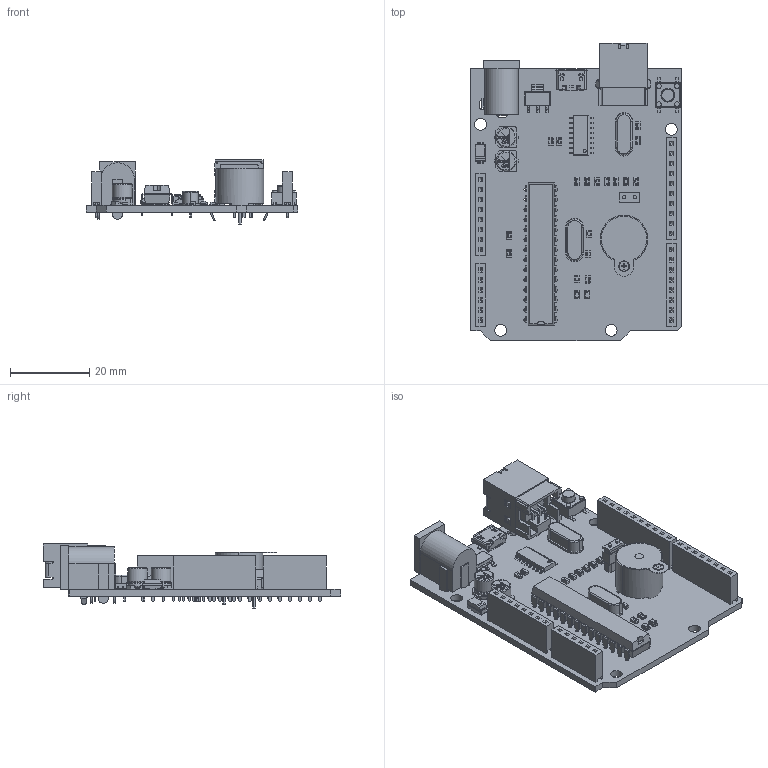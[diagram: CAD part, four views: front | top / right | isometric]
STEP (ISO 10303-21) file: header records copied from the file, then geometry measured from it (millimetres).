
FILE_DESCRIPTION(('Open CASCADE Model'),'2;1');
FILE_NAME('Open CASCADE Shape Model','2022-10-27T17:29:56',('Author'),( 'Open CASCADE'),'Open CASCADE STEP processor 6.8','Open CASCADE 6.8' ,'Unknown');
FILE_SCHEMA(('AUTOMOTIVE_DESIGN { 1 0 10303 214 1 1 1 1 }'));
Length unit declared in the file: millimetre
Products named in the file (78): PCB; Board; Open CASCADE STEP translator 6.8 3.1.1; USB; Micro_USB; R2; SW3dPS-0805_SMD_Resistor; Buzzer; User_Library-Buzzer_WST-1203UX; PIN_13; User_Library-led_0805-blue; Jump; 8020056400; Extruded; 8020056160; 8020055840; 8020055600; 8020055440; R1; ON; DIO1; User_Library-DO-214Aa_SMA; C3; 5x5.5x1.4; capicitor_5x5.5x1.4; 5Capacitor; C2; AMS1117; SW3DPS-SOT-223-DEFAULT; X2; User_Library-HC49S-1; User_Library-HC49S-1_Fusion; User_Library-HC49S-1_Fillet; User_Library-HC49S-1_Fillet002; X1; CH340G; User_Library-SOIC-16-1; ATmega328p; SW3dPS-DIP28-300; Reset ...
Assembly tree (118 placements, depth 4):
  PCB
    Board
      Open CASCADE STEP translator 6.8 3.1.1
    USB
      Micro_USB
    R2
      SW3dPS-0805_SMD_Resistor
    Buzzer
      User_Library-Buzzer_WST-1203UX
    PIN_13
      User_Library-led_0805-blue
    Jump
      8020056400
        Extruded
      8020056160
        Extruded
      8020055840
        Extruded
      8020055600
        Extruded
      8020055440  x2
        Extruded
    R1
      SW3dPS-0805_SMD_Resistor
    ON
      User_Library-led_0805-blue
    DIO1
      User_Library-DO-214Aa_SMA
    C3
      5x5.5x1.4
        capicitor_5x5.5x1.4
  5Capacitor
    C2
      5x5.5x1.4
        capicitor_5x5.5x1.4
  5Capacitor
    AMS1117
      SW3DPS-SOT-223-DEFAULT
    X2
      User_Library-HC49S-1
        User_Library-HC49S-1_Fusion
        User_Library-HC49S-1_Fillet
        User_Library-HC49S-1_Fillet002
    X1
      User_Library-HC49S-1
        User_Library-HC49S-1_Fusion
        User_Library-HC49S-1_Fillet
        User_Library-HC49S-1_Fillet002
    CH340G
      User_Library-SOIC-16-1
    ATmega328p
      SW3dPS-DIP28-300
    Reset
      4301x20508x6
    R7
      SW3dPS-0805_SMD_Resistor
    R6
      SW3dPS-0805_SMD_Resistor
    R5
      SW3dPS-0805_SMD_Resistor
Bounding box: 53.59 x 75.21 x 16.19 mm (x, y, z)
Volume: 12708.9 mm3; surface area: 19891 mm2
Topology: 84 solids, 85 shells, 5406 faces, 14268 edges, 9070 vertices
Faces by surface type: plane 3610, cylinder 1003, bspline 533, sphere 146, extrusion 98, torus 16
Full cylindrical faces by diameter (mm): 0.625 x2, 0.725 x2, 0.788 x28, 0.8 x2, 0.864 x4, 0.9 x4, 0.914 x4, 1 x8, 1.016 x2, 1.02 x32, 1.2 x4, 1.225 x2, 1.325 x2, 3 x4, 3.025 x2, 3.125 x2, 3.25 x1, 3.5 x3, 4.45 x2, 4.9 x2, 5 x2
Entity records: 108886 total; most frequent: CARTESIAN_POINT 22151, ORIENTED_EDGE 15986, DIRECTION 14742, EDGE_CURVE 7993, VECTOR 6462, LINE 6438, VERTEX_POINT 5183, AXIS2_PLACEMENT_3D 4140
